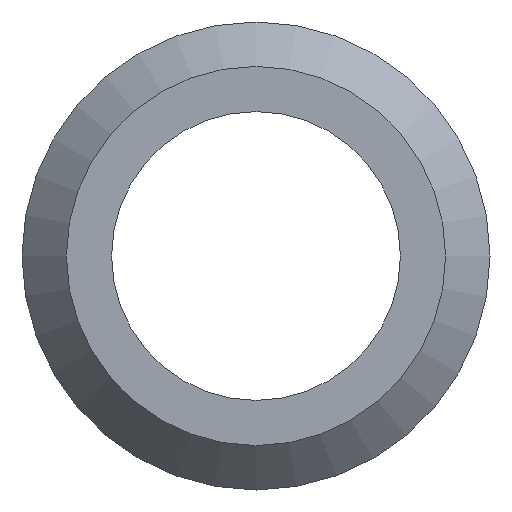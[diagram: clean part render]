
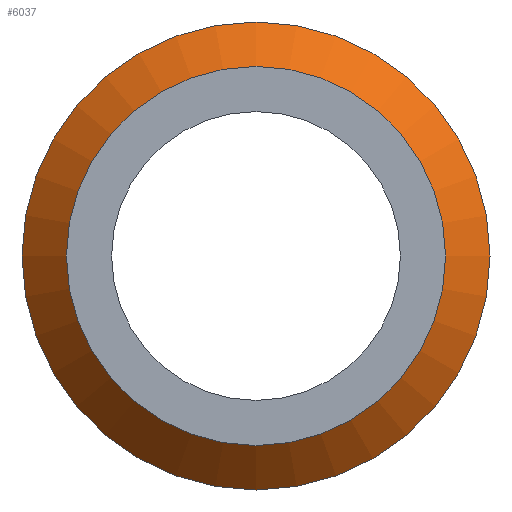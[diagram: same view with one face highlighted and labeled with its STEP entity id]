
A CAD part, left-side view. The second image highlights one B-rep face of the part: STEP entity #6037.
In plain terms, the highlighted conical face has half-angle 45 degrees and reference radius 15.126 mm.
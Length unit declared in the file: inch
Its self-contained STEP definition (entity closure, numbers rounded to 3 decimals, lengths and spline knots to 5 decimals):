
#15=CONICAL_SURFACE('',#6473,0.5955,0.785);
#703=FACE_OUTER_BOUND('',#1069,.T.);
#1069=EDGE_LOOP('',(#5607,#5608,#5609,#5610,#5611,#5612));
#1520=CIRCLE('',#6474,0.658);
#1521=CIRCLE('',#6475,0.658);
#1522=CIRCLE('',#6476,0.533);
#1523=CIRCLE('',#6477,0.533);
#1944=LINE('',#13236,#2357);
#2357=VECTOR('',#7727,0.5955);
#2950=VERTEX_POINT('',#13231);
#2951=VERTEX_POINT('',#13232);
#2952=VERTEX_POINT('',#13235);
#2953=VERTEX_POINT('',#13237);
#3842=EDGE_CURVE('',#2950,#2951,#1520,.T.);
#3843=EDGE_CURVE('',#2951,#2950,#1521,.T.);
#3844=EDGE_CURVE('',#2951,#2952,#1944,.T.);
#3845=EDGE_CURVE('',#2952,#2953,#1522,.T.);
#3846=EDGE_CURVE('',#2953,#2952,#1523,.T.);
#5607=ORIENTED_EDGE('',*,*,#3842,.F.);
#5608=ORIENTED_EDGE('',*,*,#3843,.F.);
#5609=ORIENTED_EDGE('',*,*,#3844,.T.);
#5610=ORIENTED_EDGE('',*,*,#3845,.T.);
#5611=ORIENTED_EDGE('',*,*,#3846,.T.);
#5612=ORIENTED_EDGE('',*,*,#3844,.F.);
#6037=ADVANCED_FACE('',(#703),#15,.T.);
#6473=AXIS2_PLACEMENT_3D('',#13230,#7721,#7722);
#6474=AXIS2_PLACEMENT_3D('',#13233,#7723,#7724);
#6475=AXIS2_PLACEMENT_3D('',#13234,#7725,#7726);
#6476=AXIS2_PLACEMENT_3D('',#13238,#7728,#7729);
#6477=AXIS2_PLACEMENT_3D('',#13239,#7730,#7731);
#7721=DIRECTION('center_axis',(1.,0.,0.));
#7722=DIRECTION('ref_axis',(0.,1.,0.));
#7723=DIRECTION('center_axis',(1.,0.,0.));
#7724=DIRECTION('ref_axis',(0.,1.,0.));
#7725=DIRECTION('center_axis',(1.,0.,0.));
#7726=DIRECTION('ref_axis',(0.,1.,0.));
#7727=DIRECTION('',(-0.707,0.707,0.));
#7728=DIRECTION('center_axis',(1.,0.,0.));
#7729=DIRECTION('ref_axis',(0.,1.,0.));
#7730=DIRECTION('center_axis',(1.,0.,0.));
#7731=DIRECTION('ref_axis',(0.,1.,0.));
#13230=CARTESIAN_POINT('Origin',(0.0625,0.,
0.));
#13231=CARTESIAN_POINT('',(0.125,0.658,0.));
#13232=CARTESIAN_POINT('',(0.125,-0.658,0.));
#13233=CARTESIAN_POINT('Origin',(0.125,0.,0.));
#13234=CARTESIAN_POINT('Origin',(0.125,0.,0.));
#13235=CARTESIAN_POINT('',(0.,-0.533,0.));
#13236=CARTESIAN_POINT('',(0.0625,-0.5955,0.));
#13237=CARTESIAN_POINT('',(0.,0.533,0.));
#13238=CARTESIAN_POINT('Origin',(0.,0.,
0.));
#13239=CARTESIAN_POINT('Origin',(0.,0.,
0.));
